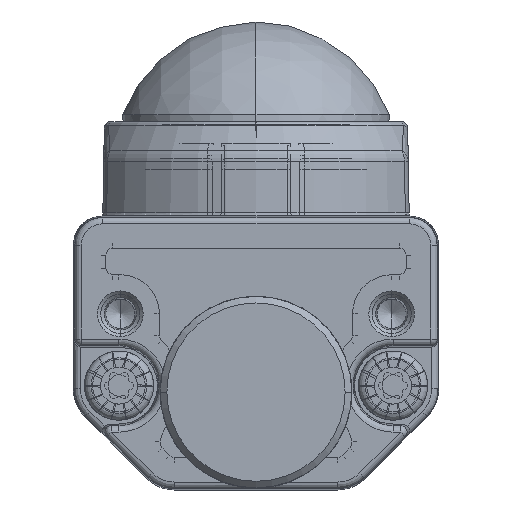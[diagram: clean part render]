
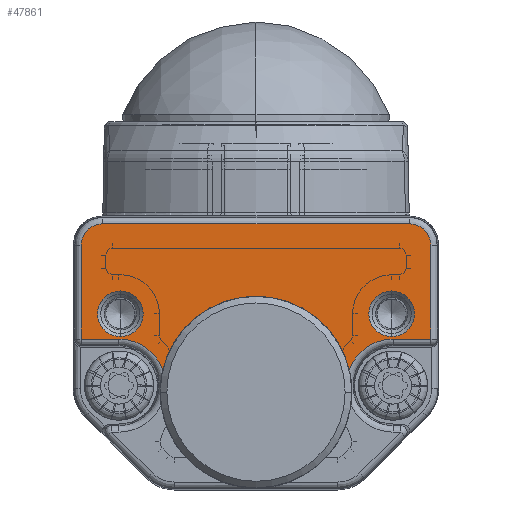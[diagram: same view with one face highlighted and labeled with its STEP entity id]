
A CAD part, left-side view. The second image highlights one B-rep face of the part: STEP entity #47861.
In plain terms, the highlighted face is planar.
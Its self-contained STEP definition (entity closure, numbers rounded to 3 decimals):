
#44556=CARTESIAN_POINT('',(13.,8.,10.5));
#44557=DIRECTION('',(-1.,0.,0.));
#44558=DIRECTION('',(0.,1.,0.));
#44559=AXIS2_PLACEMENT_3D('',#44556,#44557,#44558);
#44561=DIRECTION('',(0.,0.,-1.));
#44562=VECTOR('',#44561,2.891);
#44563=CARTESIAN_POINT('',(13.,11.564,13.391));
#44564=LINE('',#44563,#44562);
#44565=DIRECTION('',(0.,-1.,0.));
#44566=VECTOR('',#44565,7.186);
#44567=CARTESIAN_POINT('',(13.,18.75,13.391));
#44568=LINE('',#44567,#44566);
#44569=CARTESIAN_POINT('',(13.,18.75,11.75));
#44570=DIRECTION('',(1.,0.,0.));
#44571=DIRECTION('',(0.,1.,0.));
#44572=AXIS2_PLACEMENT_3D('',#44569,#44570,#44571);
#44574=DIRECTION('',(0.,0.,1.));
#44575=VECTOR('',#44574,23.5);
#44576=CARTESIAN_POINT('',(13.,20.391,-11.75));
#44577=LINE('',#44576,#44575);
#44578=CARTESIAN_POINT('',(13.,18.75,-11.75));
#44579=DIRECTION('',(1.,0.,0.));
#44580=DIRECTION('',(0.,0.,-1.));
#44581=AXIS2_PLACEMENT_3D('',#44578,#44579,#44580);
#44583=DIRECTION('',(0.,1.,0.));
#44584=VECTOR('',#44583,7.186);
#44585=CARTESIAN_POINT('',(13.,11.564,-13.391));
#44586=LINE('',#44585,#44584);
#44587=DIRECTION('',(0.,0.,-1.));
#44588=VECTOR('',#44587,2.891);
#44589=CARTESIAN_POINT('',(13.,11.564,-10.5));
#44590=LINE('',#44589,#44588);
#44591=CARTESIAN_POINT('',(13.,8.,-10.5));
#44592=DIRECTION('',(-1.,0.,0.));
#44593=DIRECTION('',(0.,0.34,0.941));
#44594=AXIS2_PLACEMENT_3D('',#44591,#44592,#44593);
#44596=CARTESIAN_POINT('',(13.,7.5,0.));
#44597=DIRECTION('',(1.,0.,0.));
#44598=DIRECTION('',(0.,0.233,-0.973));
#44599=AXIS2_PLACEMENT_3D('',#44596,#44597,#44598);
#44655=CARTESIAN_POINT('',(13.,13.5,-10.392));
#44656=DIRECTION('',(-1.,0.,0.));
#44657=DIRECTION('',(0.,1.,0.));
#44658=AXIS2_PLACEMENT_3D('',#44655,#44656,#44657);
#44660=CARTESIAN_POINT('',(13.,13.5,-10.392));
#44661=DIRECTION('',(-1.,0.,0.));
#44662=DIRECTION('',(0.,-1.,0.));
#44663=AXIS2_PLACEMENT_3D('',#44660,#44661,#44662);
#44665=CARTESIAN_POINT('',(13.,13.5,10.392));
#44666=DIRECTION('',(-1.,0.,0.));
#44667=DIRECTION('',(0.,1.,0.));
#44668=AXIS2_PLACEMENT_3D('',#44665,#44666,#44667);
#44670=CARTESIAN_POINT('',(13.,13.5,10.392));
#44671=DIRECTION('',(-1.,0.,0.));
#44672=DIRECTION('',(0.,-1.,0.));
#44673=AXIS2_PLACEMENT_3D('',#44670,#44671,#44672);
#45312=CARTESIAN_POINT('',(13.,20.391,11.75));
#45313=CARTESIAN_POINT('',(13.,18.75,13.391));
#45314=VERTEX_POINT('',#45312);
#45315=VERTEX_POINT('',#45313);
#45320=CARTESIAN_POINT('',(13.,20.391,-11.75));
#45321=VERTEX_POINT('',#45320);
#45324=CARTESIAN_POINT('',(13.,18.75,-13.391));
#45325=VERTEX_POINT('',#45324);
#45360=CARTESIAN_POINT('',(13.,11.564,10.5));
#45361=CARTESIAN_POINT('',(13.,9.21,7.148));
#45362=VERTEX_POINT('',#45360);
#45363=VERTEX_POINT('',#45361);
#45392=CARTESIAN_POINT('',(13.,11.564,13.391));
#45393=VERTEX_POINT('',#45392);
#45402=CARTESIAN_POINT('',(13.,9.21,-7.148));
#45403=CARTESIAN_POINT('',(13.,11.564,-10.5));
#45404=VERTEX_POINT('',#45402);
#45405=VERTEX_POINT('',#45403);
#45434=CARTESIAN_POINT('',(13.,11.564,-13.391));
#45435=VERTEX_POINT('',#45434);
#45634=CARTESIAN_POINT('',(13.,15.25,-10.392));
#45635=CARTESIAN_POINT('',(13.,11.75,-10.392));
#45636=VERTEX_POINT('',#45634);
#45637=VERTEX_POINT('',#45635);
#45638=CARTESIAN_POINT('',(13.,15.25,10.392));
#45639=CARTESIAN_POINT('',(13.,11.75,10.392));
#45640=VERTEX_POINT('',#45638);
#45641=VERTEX_POINT('',#45639);
#47822=CARTESIAN_POINT('',(13.,0.,0.));
#47823=DIRECTION('',(1.,0.,0.));
#47824=DIRECTION('',(0.,0.,-1.));
#47825=AXIS2_PLACEMENT_3D('',#47822,#47823,#47824);
#47826=PLANE('',#47825);
#47828=ORIENTED_EDGE('',*,*,#47827,.F.);
#47830=ORIENTED_EDGE('',*,*,#47829,.F.);
#47832=ORIENTED_EDGE('',*,*,#47831,.F.);
#47834=ORIENTED_EDGE('',*,*,#47833,.F.);
#47836=ORIENTED_EDGE('',*,*,#47835,.F.);
#47838=ORIENTED_EDGE('',*,*,#47837,.F.);
#47840=ORIENTED_EDGE('',*,*,#47839,.F.);
#47842=ORIENTED_EDGE('',*,*,#47841,.F.);
#47844=ORIENTED_EDGE('',*,*,#47843,.F.);
#47846=ORIENTED_EDGE('',*,*,#47845,.T.);
#47847=EDGE_LOOP('',(#47828,#47830,#47832,#47834,#47836,#47838,#47840,#47842,
#47844,#47846));
#47848=FACE_OUTER_BOUND('',#47847,.F.);
#47850=ORIENTED_EDGE('',*,*,#47849,.F.);
#47852=ORIENTED_EDGE('',*,*,#47851,.F.);
#47853=EDGE_LOOP('',(#47850,#47852));
#47854=FACE_BOUND('',#47853,.F.);
#47856=ORIENTED_EDGE('',*,*,#47855,.F.);
#47858=ORIENTED_EDGE('',*,*,#47857,.F.);
#47859=EDGE_LOOP('',(#47856,#47858));
#47860=FACE_BOUND('',#47859,.F.);
#47861=ADVANCED_FACE('',(#47848,#47854,#47860),#47826,.T.);
#44560=CIRCLE('',#44559,3.564);
#44573=CIRCLE('',#44572,1.641);
#44582=CIRCLE('',#44581,1.641);
#44595=CIRCLE('',#44594,3.564);
#44600=CIRCLE('',#44599,7.35);
#44659=CIRCLE('',#44658,1.75);
#44664=CIRCLE('',#44663,1.75);
#44669=CIRCLE('',#44668,1.75);
#44674=CIRCLE('',#44673,1.75);
#47827=EDGE_CURVE('',#45362,#45363,#44560,.T.);
#47829=EDGE_CURVE('',#45393,#45362,#44564,.T.);
#47831=EDGE_CURVE('',#45315,#45393,#44568,.T.);
#47833=EDGE_CURVE('',#45314,#45315,#44573,.T.);
#47835=EDGE_CURVE('',#45321,#45314,#44577,.T.);
#47837=EDGE_CURVE('',#45325,#45321,#44582,.T.);
#47839=EDGE_CURVE('',#45435,#45325,#44586,.T.);
#47841=EDGE_CURVE('',#45405,#45435,#44590,.T.);
#47843=EDGE_CURVE('',#45404,#45405,#44595,.T.);
#47845=EDGE_CURVE('',#45404,#45363,#44600,.T.);
#47849=EDGE_CURVE('',#45636,#45637,#44659,.T.);
#47851=EDGE_CURVE('',#45637,#45636,#44664,.T.);
#47855=EDGE_CURVE('',#45640,#45641,#44669,.T.);
#47857=EDGE_CURVE('',#45641,#45640,#44674,.T.);
